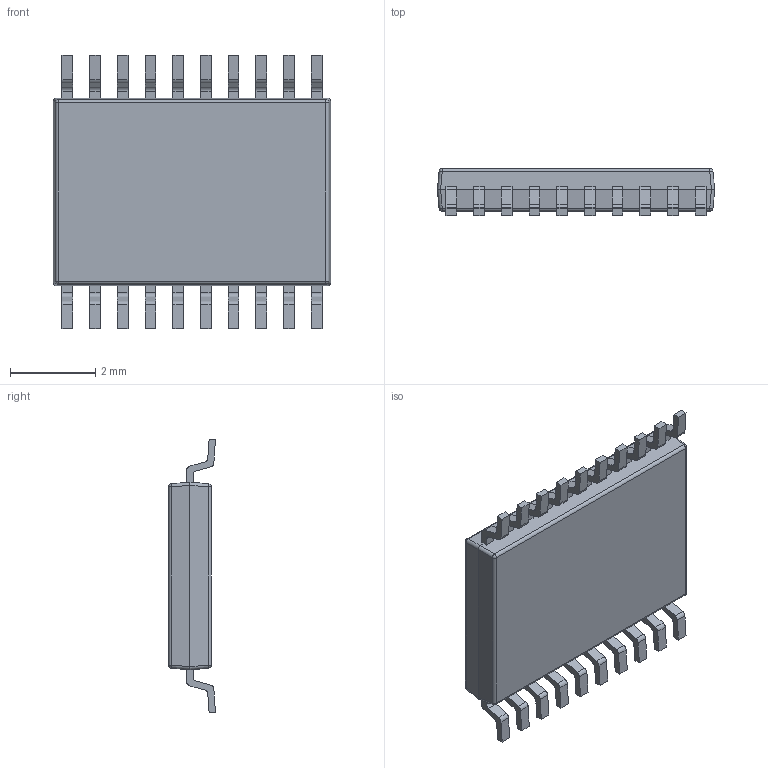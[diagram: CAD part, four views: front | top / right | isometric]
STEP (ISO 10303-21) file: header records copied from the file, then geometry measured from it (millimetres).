
FILE_DESCRIPTION(('FreeCAD Model'),'2;1');
FILE_NAME('TSSOP-20.step','2017-03-24T15:00:07',( 'kicad StepUp'),('ksu MCAD'),'Open CASCADE STEP processor 6.8', 'FreeCAD','Unknown');
FILE_SCHEMA(('AUTOMOTIVE_DESIGN_CC2 { 1 2 10303 214 -1 1 5 4 }'));
Length unit declared in the file: millimetre
Products named in the file (1): TSSOP-20
Bounding box: 6.5 x 1.1 x 6.42 mm (x, y, z)
Volume: 29.1 mm3; surface area: 97.6 mm2
Topology: 1 solids, 1 shells, 297 faces, 858 edges, 556 vertices
Faces by surface type: plane 191, cylinder 98, sphere 8
Entity records: 11729 total; most frequent: CARTESIAN_POINT 1716, ORIENTED_EDGE 1700, DIRECTION 1630, EDGE_CURVE 850, LINE 658, VECTOR 658, VERTEX_POINT 556, AXIS2_PLACEMENT_3D 486
